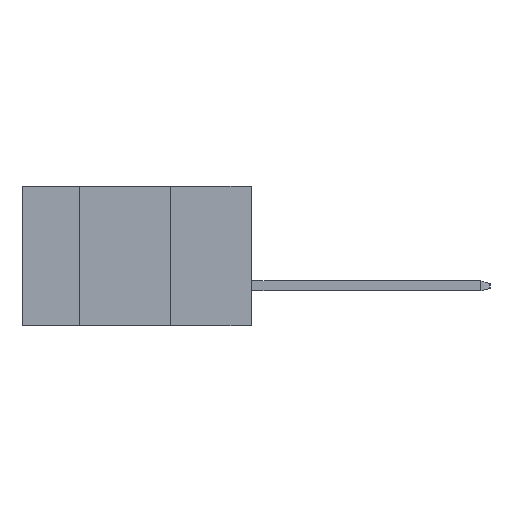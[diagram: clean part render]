
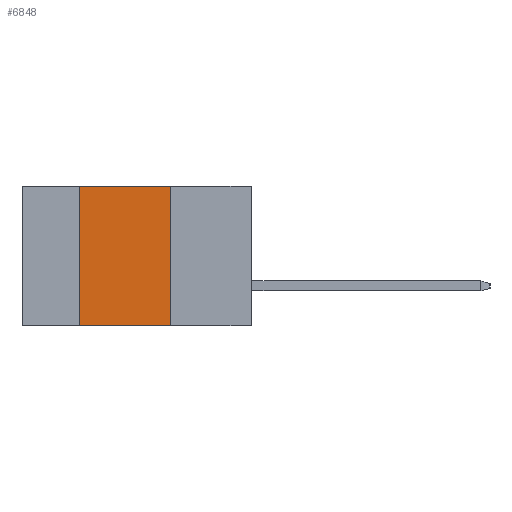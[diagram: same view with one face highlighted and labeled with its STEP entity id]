
A CAD part, left-side view. The second image highlights one B-rep face of the part: STEP entity #6848.
In plain terms, the highlighted planar face has unit normal (-1, 0, 0).
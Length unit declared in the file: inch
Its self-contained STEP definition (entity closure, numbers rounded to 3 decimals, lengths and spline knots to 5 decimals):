
#7 = VECTOR ( 'NONE', #12347, 39.37008 ) ;
#288 = EDGE_CURVE ( 'NONE', #10292, #8182, #2476, .T. ) ;
#444 = PLANE ( 'NONE',  #2393 ) ;
#732 = EDGE_CURVE ( 'NONE', #4954, #8182, #8302, .T. ) ;
#1661 = CARTESIAN_POINT ( 'NONE',  ( 0., 0.54, 0. ) ) ;
#2393 = AXIS2_PLACEMENT_3D ( 'NONE', #8270, #5371, #7242 ) ;
#2413 = EDGE_CURVE ( 'NONE', #10292, #5735, #4501, .T. ) ;
#2476 = LINE ( 'NONE', #11362, #7 ) ;
#2910 = CARTESIAN_POINT ( 'NONE',  ( 0., 0.254, -0.437 ) ) ;
#3259 = ORIENTED_EDGE ( 'NONE', *, *, #732, .F. ) ;
#3294 = DIRECTION ( 'NONE',  ( 0., -1., 0. ) ) ;
#4348 = ORIENTED_EDGE ( 'NONE', *, *, #288, .T. ) ;
#4501 = LINE ( 'NONE', #5330, #6895 ) ;
#4889 = CARTESIAN_POINT ( 'NONE',  ( 0., 0.254, 0. ) ) ;
#4954 = VERTEX_POINT ( 'NONE', #4889 ) ;
#5177 = ORIENTED_EDGE ( 'NONE', *, *, #2413, .F. ) ;
#5330 = CARTESIAN_POINT ( 'NONE',  ( 0., 0.54, -0.437 ) ) ;
#5371 = DIRECTION ( 'NONE',  ( 1., 0., 0. ) ) ;
#5433 = FACE_OUTER_BOUND ( 'NONE', #9283, .T. ) ;
#5735 = VERTEX_POINT ( 'NONE', #1661 ) ;
#6848 = ADVANCED_FACE ( 'NONE', ( #5433 ), #444, .F. ) ;
#6895 = VECTOR ( 'NONE', #10192, 39.37008 ) ;
#6946 = VECTOR ( 'NONE', #3294, 39.37008 ) ;
#7242 = DIRECTION ( 'NONE',  ( 0., 0., -1. ) ) ;
#7413 = DIRECTION ( 'NONE',  ( 0., 0., -1. ) ) ;
#8182 = VERTEX_POINT ( 'NONE', #2910 ) ;
#8270 = CARTESIAN_POINT ( 'NONE',  ( 0., 0.72, 0. ) ) ;
#8302 = LINE ( 'NONE', #9385, #9031 ) ;
#9031 = VECTOR ( 'NONE', #7413, 39.37008 ) ;
#9283 = EDGE_LOOP ( 'NONE', ( #3259, #10020, #5177, #4348 ) ) ;
#9321 = CARTESIAN_POINT ( 'NONE',  ( 0., 0.72, 0. ) ) ;
#9385 = CARTESIAN_POINT ( 'NONE',  ( 0., 0.254, -0.437 ) ) ;
#10020 = ORIENTED_EDGE ( 'NONE', *, *, #11329, .F. ) ;
#10192 = DIRECTION ( 'NONE',  ( 0., 0., 1. ) ) ;
#10292 = VERTEX_POINT ( 'NONE', #11124 ) ;
#11124 = CARTESIAN_POINT ( 'NONE',  ( 0., 0.54, -0.437 ) ) ;
#11329 = EDGE_CURVE ( 'NONE', #5735, #4954, #12330, .T. ) ;
#11362 = CARTESIAN_POINT ( 'NONE',  ( 0., 0.72, -0.437 ) ) ;
#12330 = LINE ( 'NONE', #9321, #6946 ) ;
#12347 = DIRECTION ( 'NONE',  ( 0., -1., 0. ) ) ;
